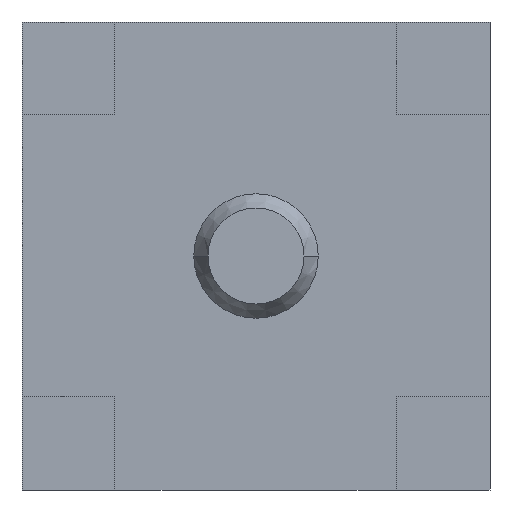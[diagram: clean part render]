
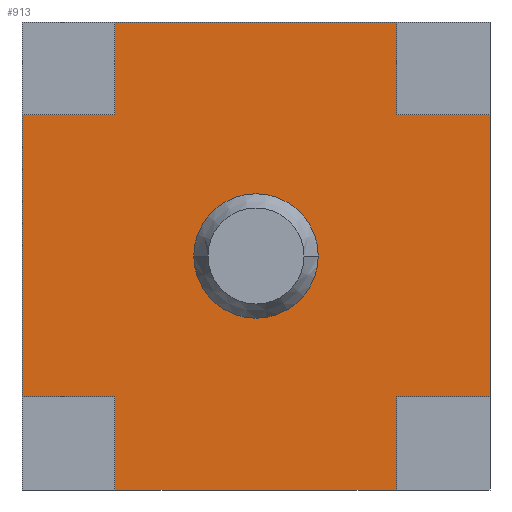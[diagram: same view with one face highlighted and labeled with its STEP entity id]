
A CAD part, left-side view. The second image highlights one B-rep face of the part: STEP entity #913.
In plain terms, the highlighted planar face has unit normal (-1, 0, 0).
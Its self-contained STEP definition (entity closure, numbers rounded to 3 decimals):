
#52=DIRECTION('',(0.,1.,0.));
#53=VECTOR('',#52,4.775);
#54=CARTESIAN_POINT('',(0.572,-2.388,-3.962));
#55=LINE('',#54,#53);
#60=DIRECTION('',(0.,-1.,0.));
#61=VECTOR('',#60,1.575);
#62=CARTESIAN_POINT('',(0.572,-2.388,-2.388));
#63=LINE('',#62,#61);
#115=DIRECTION('',(0.,0.,-1.));
#116=VECTOR('',#115,4.775);
#117=CARTESIAN_POINT('',(0.572,-3.962,2.388));
#118=LINE('',#117,#116);
#131=DIRECTION('',(0.,-1.,0.));
#132=VECTOR('',#131,1.575);
#133=CARTESIAN_POINT('',(0.572,3.962,2.388));
#134=LINE('',#133,#132);
#135=DIRECTION('',(0.,0.,-1.));
#136=VECTOR('',#135,1.575);
#137=CARTESIAN_POINT('',(0.572,-2.388,3.962));
#138=LINE('',#137,#136);
#139=DIRECTION('',(0.,-1.,0.));
#140=VECTOR('',#139,1.575);
#141=CARTESIAN_POINT('',(0.572,-2.388,2.388));
#142=LINE('',#141,#140);
#143=DIRECTION('',(0.,0.,-1.));
#144=VECTOR('',#143,1.575);
#145=CARTESIAN_POINT('',(0.572,-2.388,-2.388));
#146=LINE('',#145,#144);
#147=CARTESIAN_POINT('',(0.572,0.,0.));
#148=DIRECTION('',(-1.,0.,0.));
#149=DIRECTION('',(0.,1.,0.));
#150=AXIS2_PLACEMENT_3D('',#147,#148,#149);
#152=CARTESIAN_POINT('',(0.572,0.,0.));
#153=DIRECTION('',(-1.,0.,0.));
#154=DIRECTION('',(0.,-1.,0.));
#155=AXIS2_PLACEMENT_3D('',#152,#153,#154);
#161=DIRECTION('',(0.,0.,-1.));
#162=VECTOR('',#161,1.575);
#163=CARTESIAN_POINT('',(0.572,2.388,-2.388));
#164=LINE('',#163,#162);
#165=DIRECTION('',(0.,-1.,0.));
#166=VECTOR('',#165,1.575);
#167=CARTESIAN_POINT('',(0.572,3.962,-2.388));
#168=LINE('',#167,#166);
#185=DIRECTION('',(0.,0.,-1.));
#186=VECTOR('',#185,4.775);
#187=CARTESIAN_POINT('',(0.572,3.962,2.388));
#188=LINE('',#187,#186);
#236=DIRECTION('',(0.,1.,0.));
#237=VECTOR('',#236,4.775);
#238=CARTESIAN_POINT('',(0.572,-2.388,3.962));
#239=LINE('',#238,#237);
#291=DIRECTION('',(0.,0.,-1.));
#292=VECTOR('',#291,1.575);
#293=CARTESIAN_POINT('',(0.572,2.388,3.962));
#294=LINE('',#293,#292);
#614=CARTESIAN_POINT('',(0.572,-2.388,-3.962));
#616=VERTEX_POINT('',#614);
#617=CARTESIAN_POINT('',(0.572,2.388,-3.962));
#618=VERTEX_POINT('',#617);
#622=CARTESIAN_POINT('',(0.572,-2.388,3.962));
#624=VERTEX_POINT('',#622);
#625=CARTESIAN_POINT('',(0.572,2.388,3.962));
#626=VERTEX_POINT('',#625);
#645=CARTESIAN_POINT('',(0.572,-3.962,2.388));
#646=VERTEX_POINT('',#645);
#647=CARTESIAN_POINT('',(0.572,-3.962,-2.388));
#648=VERTEX_POINT('',#647);
#649=CARTESIAN_POINT('',(0.572,3.962,2.388));
#650=VERTEX_POINT('',#649);
#651=CARTESIAN_POINT('',(0.572,3.962,-2.388));
#652=VERTEX_POINT('',#651);
#653=CARTESIAN_POINT('',(0.572,-2.388,2.388));
#654=VERTEX_POINT('',#653);
#655=CARTESIAN_POINT('',(0.572,-2.388,-2.388));
#656=VERTEX_POINT('',#655);
#657=CARTESIAN_POINT('',(0.572,2.388,2.388));
#658=VERTEX_POINT('',#657);
#659=CARTESIAN_POINT('',(0.572,2.388,-2.388));
#660=VERTEX_POINT('',#659);
#743=CARTESIAN_POINT('',(0.572,1.054,0.));
#744=CARTESIAN_POINT('',(0.572,-1.054,0.));
#745=VERTEX_POINT('',#743);
#746=VERTEX_POINT('',#744);
#882=CARTESIAN_POINT('',(0.572,-2.388,6.724));
#883=DIRECTION('',(1.,0.,0.));
#884=DIRECTION('',(0.,1.,0.));
#885=AXIS2_PLACEMENT_3D('',#882,#883,#884);
#886=PLANE('',#885);
#888=ORIENTED_EDGE('',*,*,#887,.F.);
#890=ORIENTED_EDGE('',*,*,#889,.F.);
#892=ORIENTED_EDGE('',*,*,#891,.F.);
#894=ORIENTED_EDGE('',*,*,#893,.T.);
#896=ORIENTED_EDGE('',*,*,#895,.F.);
#898=ORIENTED_EDGE('',*,*,#897,.F.);
#899=ORIENTED_EDGE('',*,*,#874,.T.);
#900=ORIENTED_EDGE('',*,*,#847,.T.);
#901=ORIENTED_EDGE('',*,*,#834,.T.);
#902=ORIENTED_EDGE('',*,*,#798,.F.);
#903=ORIENTED_EDGE('',*,*,#785,.T.);
#904=ORIENTED_EDGE('',*,*,#770,.T.);
#905=EDGE_LOOP('',(#888,#890,#892,#894,#896,#898,#899,#900,#901,#902,#903,
#904));
#906=FACE_OUTER_BOUND('',#905,.F.);
#908=ORIENTED_EDGE('',*,*,#907,.T.);
#910=ORIENTED_EDGE('',*,*,#909,.T.);
#911=EDGE_LOOP('',(#908,#910));
#912=FACE_BOUND('',#911,.F.);
#913=ADVANCED_FACE('',(#906,#912),#886,.F.);
#151=CIRCLE('',#150,1.054);
#156=CIRCLE('',#155,1.054);
#770=EDGE_CURVE('',#616,#618,#55,.T.);
#785=EDGE_CURVE('',#656,#616,#146,.T.);
#798=EDGE_CURVE('',#656,#648,#63,.T.);
#834=EDGE_CURVE('',#646,#648,#118,.T.);
#847=EDGE_CURVE('',#654,#646,#142,.T.);
#874=EDGE_CURVE('',#624,#654,#138,.T.);
#887=EDGE_CURVE('',#660,#618,#164,.T.);
#889=EDGE_CURVE('',#652,#660,#168,.T.);
#891=EDGE_CURVE('',#650,#652,#188,.T.);
#893=EDGE_CURVE('',#650,#658,#134,.T.);
#895=EDGE_CURVE('',#626,#658,#294,.T.);
#897=EDGE_CURVE('',#624,#626,#239,.T.);
#907=EDGE_CURVE('',#745,#746,#151,.T.);
#909=EDGE_CURVE('',#746,#745,#156,.T.);
